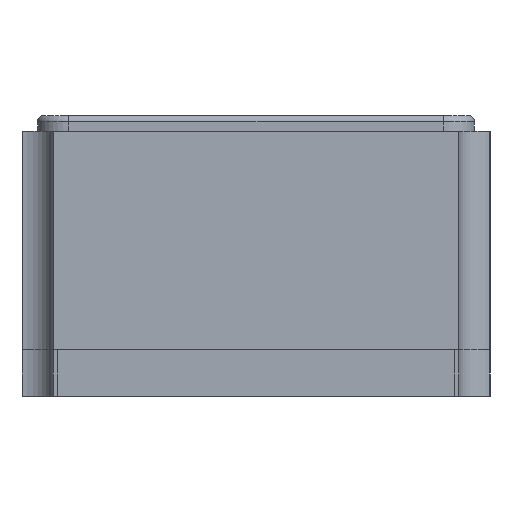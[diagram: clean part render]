
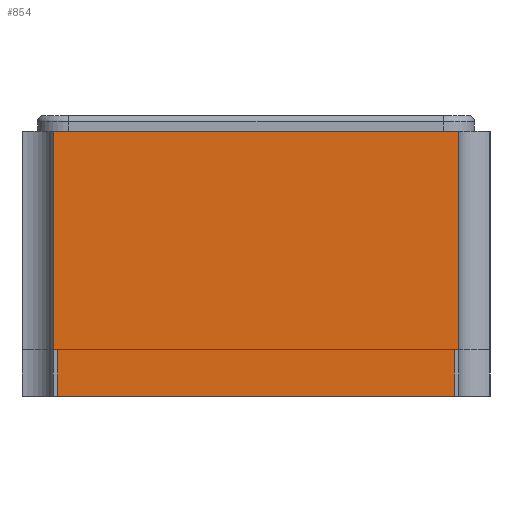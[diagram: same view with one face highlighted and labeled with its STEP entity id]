
A CAD part, left-side view. The second image highlights one B-rep face of the part: STEP entity #854.
In plain terms, the highlighted planar face has unit normal (-1, 0, 0).
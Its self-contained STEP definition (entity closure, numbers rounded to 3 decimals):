
#374 = VERTEX_POINT('',#375);
#375 = CARTESIAN_POINT('',(-1.6,-0.65,0.85));
#410 = VERTEX_POINT('',#411);
#411 = CARTESIAN_POINT('',(-1.6,0.65,0.85));
#418 = EDGE_CURVE('',#410,#374,#419,.T.);
#419 = LINE('',#420,#421);
#420 = CARTESIAN_POINT('',(-1.6,0.75,0.85));
#421 = VECTOR('',#422,1.);
#422 = DIRECTION('',(0.,-1.,0.));
#435 = VERTEX_POINT('',#436);
#436 = CARTESIAN_POINT('',(-1.6,-0.65,0.15));
#443 = EDGE_CURVE('',#374,#435,#444,.T.);
#444 = LINE('',#445,#446);
#445 = CARTESIAN_POINT('',(-1.6,-0.65,0.85));
#446 = VECTOR('',#447,1.);
#447 = DIRECTION('',(-0.,-0.,-1.));
#508 = VERTEX_POINT('',#509);
#509 = CARTESIAN_POINT('',(-1.6,0.65,0.15));
#516 = EDGE_CURVE('',#508,#517,#519,.T.);
#517 = VERTEX_POINT('',#518);
#518 = CARTESIAN_POINT('',(-1.6,0.635,0.15));
#519 = LINE('',#520,#521);
#520 = CARTESIAN_POINT('',(-1.6,0.65,0.15));
#521 = VECTOR('',#522,1.);
#522 = DIRECTION('',(0.,-1.,0.));
#541 = VERTEX_POINT('',#542);
#542 = CARTESIAN_POINT('',(-1.6,-0.635,0.15));
#548 = EDGE_CURVE('',#435,#541,#549,.T.);
#549 = LINE('',#550,#551);
#550 = CARTESIAN_POINT('',(-1.6,-0.65,0.15));
#551 = VECTOR('',#552,1.);
#552 = DIRECTION('',(0.,1.,0.));
#854 = ADVANCED_FACE('',(#855),#889,.F.);
#855 = FACE_BOUND('',#856,.F.);
#856 = EDGE_LOOP('',(#857,#867,#873,#874,#880,#881,#882,#883));
#857 = ORIENTED_EDGE('',*,*,#858,.F.);
#858 = EDGE_CURVE('',#859,#861,#863,.T.);
#859 = VERTEX_POINT('',#860);
#860 = CARTESIAN_POINT('',(-1.6,0.635,0.));
#861 = VERTEX_POINT('',#862);
#862 = CARTESIAN_POINT('',(-1.6,-0.635,0.));
#863 = LINE('',#864,#865);
#864 = CARTESIAN_POINT('',(-1.6,0.75,0.));
#865 = VECTOR('',#866,1.);
#866 = DIRECTION('',(0.,-1.,0.));
#867 = ORIENTED_EDGE('',*,*,#868,.T.);
#868 = EDGE_CURVE('',#859,#517,#869,.T.);
#869 = LINE('',#870,#871);
#870 = CARTESIAN_POINT('',(-1.6,0.635,0.));
#871 = VECTOR('',#872,1.);
#872 = DIRECTION('',(0.,0.,1.));
#873 = ORIENTED_EDGE('',*,*,#516,.F.);
#874 = ORIENTED_EDGE('',*,*,#875,.F.);
#875 = EDGE_CURVE('',#410,#508,#876,.T.);
#876 = LINE('',#877,#878);
#877 = CARTESIAN_POINT('',(-1.6,0.65,0.85));
#878 = VECTOR('',#879,1.);
#879 = DIRECTION('',(-0.,-0.,-1.));
#880 = ORIENTED_EDGE('',*,*,#418,.T.);
#881 = ORIENTED_EDGE('',*,*,#443,.T.);
#882 = ORIENTED_EDGE('',*,*,#548,.T.);
#883 = ORIENTED_EDGE('',*,*,#884,.F.);
#884 = EDGE_CURVE('',#861,#541,#885,.T.);
#885 = LINE('',#886,#887);
#886 = CARTESIAN_POINT('',(-1.6,-0.635,0.));
#887 = VECTOR('',#888,1.);
#888 = DIRECTION('',(0.,0.,1.));
#889 = PLANE('',#890);
#890 = AXIS2_PLACEMENT_3D('',#891,#892,#893);
#891 = CARTESIAN_POINT('',(-1.6,0.75,0.));
#892 = DIRECTION('',(1.,0.,0.));
#893 = DIRECTION('',(0.,-1.,0.));
